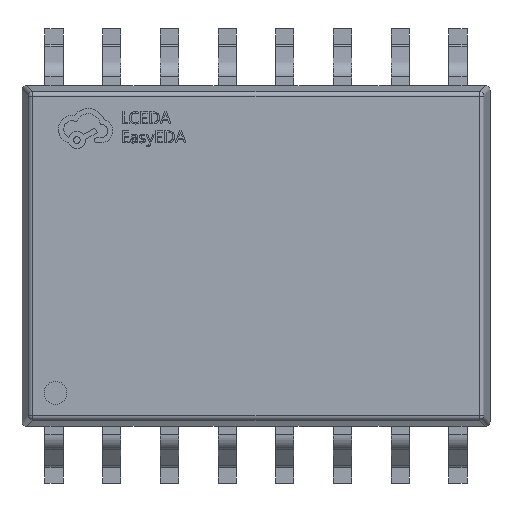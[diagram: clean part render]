
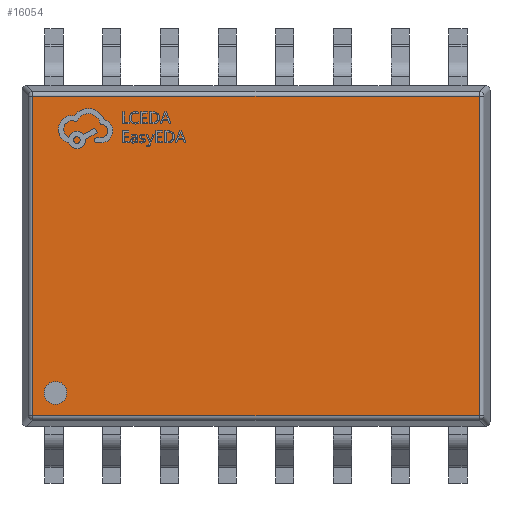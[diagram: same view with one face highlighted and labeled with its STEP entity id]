
A CAD part, top view. The second image highlights one B-rep face of the part: STEP entity #16054.
In plain terms, the highlighted planar face has unit normal (0, 0, 1).
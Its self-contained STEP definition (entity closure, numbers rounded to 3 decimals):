
#667 = DIRECTION ( 'NONE',  ( 0., 0., 1. ) ) ;
#760 = CARTESIAN_POINT ( 'NONE',  ( 0., -3.515, 2.2 ) ) ;
#2611 = ORIENTED_EDGE ( 'NONE', *, *, #21255, .F. ) ;
#4008 = EDGE_CURVE ( 'NONE', #25868, #22738, #22956, .T. ) ;
#4282 = FACE_BOUND ( 'NONE', #12791, .T. ) ;
#4538 = FACE_OUTER_BOUND ( 'NONE', #9829, .T. ) ;
#5249 = LINE ( 'NONE', #25546, #24372 ) ;
#5529 = CIRCLE ( 'NONE', #18764, 0.25 ) ;
#6293 = VERTEX_POINT ( 'NONE', #21914 ) ;
#6431 = AXIS2_PLACEMENT_3D ( 'NONE', #21009, #667, #12971 ) ;
#6640 = VECTOR ( 'NONE', #18939, 1000. ) ;
#7747 = DIRECTION ( 'NONE',  ( 0., 1., 0. ) ) ;
#8028 = VECTOR ( 'NONE', #10398, 1000. ) ;
#8256 = LINE ( 'NONE', #12413, #8028 ) ;
#8864 = DIRECTION ( 'NONE',  ( -1., 0., 0. ) ) ;
#9829 = EDGE_LOOP ( 'NONE', ( #10815, #12824, #12183, #17783 ) ) ;
#9938 = EDGE_CURVE ( 'NONE', #24558, #17264, #5529, .T. ) ;
#10398 = DIRECTION ( 'NONE',  ( 0., -1., 0. ) ) ;
#10815 = ORIENTED_EDGE ( 'NONE', *, *, #16223, .T. ) ;
#11011 = CARTESIAN_POINT ( 'NONE',  ( 4.915, -3.515, 2.2 ) ) ;
#11183 = ORIENTED_EDGE ( 'NONE', *, *, #9938, .F. ) ;
#12183 = ORIENTED_EDGE ( 'NONE', *, *, #22986, .T. ) ;
#12333 = EDGE_CURVE ( 'NONE', #21231, #6293, #5249, .T. ) ;
#12413 = CARTESIAN_POINT ( 'NONE',  ( -4.915, 0., 2.2 ) ) ;
#12791 = EDGE_LOOP ( 'NONE', ( #11183, #2611 ) ) ;
#12824 = ORIENTED_EDGE ( 'NONE', *, *, #12333, .T. ) ;
#12971 = DIRECTION ( 'NONE',  ( 1., 0., 0. ) ) ;
#14403 = AXIS2_PLACEMENT_3D ( 'NONE', #18451, #18738, #14877 ) ;
#14859 = PLANE ( 'NONE',  #6431 ) ;
#14877 = DIRECTION ( 'NONE',  ( 1., 0., 0. ) ) ;
#16054 = ADVANCED_FACE ( 'NONE', ( #4282, #4538 ), #14859, .T. ) ;
#16102 = CIRCLE ( 'NONE', #14403, 0.25 ) ;
#16223 = EDGE_CURVE ( 'NONE', #22738, #21231, #17884, .T. ) ;
#17090 = VECTOR ( 'NONE', #7747, 1000. ) ;
#17264 = VERTEX_POINT ( 'NONE', #24160 ) ;
#17783 = ORIENTED_EDGE ( 'NONE', *, *, #4008, .T. ) ;
#17884 = LINE ( 'NONE', #26053, #17090 ) ;
#17942 = CARTESIAN_POINT ( 'NONE',  ( -4.165, -3.015, 2.2 ) ) ;
#18451 = CARTESIAN_POINT ( 'NONE',  ( -4.415, -3.015, 2.2 ) ) ;
#18738 = DIRECTION ( 'NONE',  ( 0., 0., 1. ) ) ;
#18764 = AXIS2_PLACEMENT_3D ( 'NONE', #20854, #23235, #21267 ) ;
#18939 = DIRECTION ( 'NONE',  ( 1., 0., 0. ) ) ;
#20854 = CARTESIAN_POINT ( 'NONE',  ( -4.415, -3.015, 2.2 ) ) ;
#21009 = CARTESIAN_POINT ( 'NONE',  ( 0., 0., 2.2 ) ) ;
#21231 = VERTEX_POINT ( 'NONE', #21639 ) ;
#21255 = EDGE_CURVE ( 'NONE', #17264, #24558, #16102, .T. ) ;
#21267 = DIRECTION ( 'NONE',  ( 1., 0., 0. ) ) ;
#21639 = CARTESIAN_POINT ( 'NONE',  ( 4.915, 3.515, 2.2 ) ) ;
#21914 = CARTESIAN_POINT ( 'NONE',  ( -4.915, 3.515, 2.2 ) ) ;
#22075 = CARTESIAN_POINT ( 'NONE',  ( -4.915, -3.515, 2.2 ) ) ;
#22738 = VERTEX_POINT ( 'NONE', #11011 ) ;
#22956 = LINE ( 'NONE', #760, #6640 ) ;
#22986 = EDGE_CURVE ( 'NONE', #6293, #25868, #8256, .T. ) ;
#23235 = DIRECTION ( 'NONE',  ( 0., 0., 1. ) ) ;
#24160 = CARTESIAN_POINT ( 'NONE',  ( -4.665, -3.015, 2.2 ) ) ;
#24372 = VECTOR ( 'NONE', #8864, 1000. ) ;
#24558 = VERTEX_POINT ( 'NONE', #17942 ) ;
#25546 = CARTESIAN_POINT ( 'NONE',  ( 0., 3.515, 2.2 ) ) ;
#25868 = VERTEX_POINT ( 'NONE', #22075 ) ;
#26053 = CARTESIAN_POINT ( 'NONE',  ( 4.915, 0., 2.2 ) ) ;
